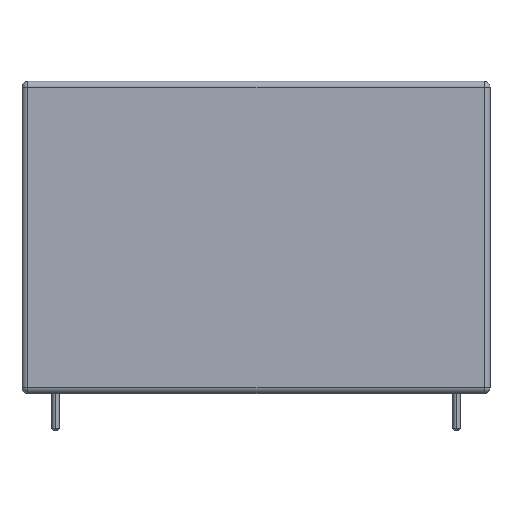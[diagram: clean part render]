
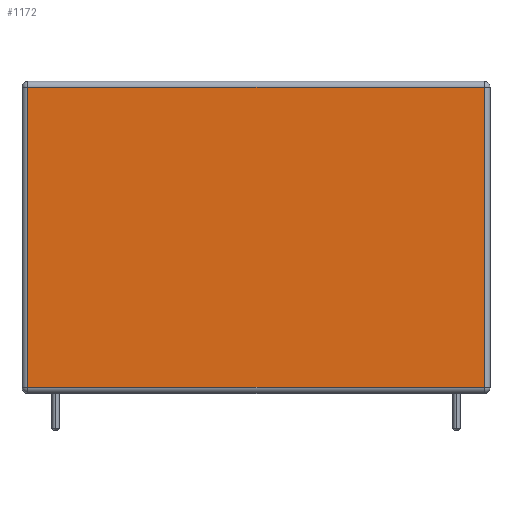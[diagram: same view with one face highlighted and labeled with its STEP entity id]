
A CAD part, top view. The second image highlights one B-rep face of the part: STEP entity #1172.
In plain terms, the highlighted planar face has unit normal (0, 0, 1).
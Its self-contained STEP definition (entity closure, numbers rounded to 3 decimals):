
#2 = VECTOR ( 'NONE', #208, 1000. ) ;
#11 = DIRECTION ( 'NONE',  ( 0., 0., -1. ) ) ;
#76 = LINE ( 'NONE', #974, #1248 ) ;
#93 = FACE_OUTER_BOUND ( 'NONE', #474, .T. ) ;
#165 = DIRECTION ( 'NONE',  ( 0., 1., 0. ) ) ;
#201 = AXIS2_PLACEMENT_3D ( 'NONE', #700, #11, #822 ) ;
#208 = DIRECTION ( 'NONE',  ( 0., -1., 0. ) ) ;
#236 = PLANE ( 'NONE',  #201 ) ;
#299 = EDGE_CURVE ( 'NONE', #512, #975, #1181, .T. ) ;
#437 = ORIENTED_EDGE ( 'NONE', *, *, #299, .T. ) ;
#474 = EDGE_LOOP ( 'NONE', ( #684, #1439, #1457, #437 ) ) ;
#491 = VECTOR ( 'NONE', #839, 1000. ) ;
#512 = VERTEX_POINT ( 'NONE', #1167 ) ;
#525 = EDGE_CURVE ( 'NONE', #1039, #512, #534, .T. ) ;
#534 = LINE ( 'NONE', #1377, #491 ) ;
#546 = CARTESIAN_POINT ( 'NONE',  ( 28.485, 20.6, 5.5 ) ) ;
#684 = ORIENTED_EDGE ( 'NONE', *, *, #1432, .T. ) ;
#687 = LINE ( 'NONE', #871, #946 ) ;
#700 = CARTESIAN_POINT ( 'NONE',  ( -2.615, 21., 5.5 ) ) ;
#754 = DIRECTION ( 'NONE',  ( 1., 0., 0. ) ) ;
#822 = DIRECTION ( 'NONE',  ( -1., 0., 0. ) ) ;
#839 = DIRECTION ( 'NONE',  ( -1., 0., 0. ) ) ;
#841 = EDGE_CURVE ( 'NONE', #1074, #1039, #687, .T. ) ;
#871 = CARTESIAN_POINT ( 'NONE',  ( 28.485, 21., 5.5 ) ) ;
#946 = VECTOR ( 'NONE', #165, 1000. ) ;
#974 = CARTESIAN_POINT ( 'NONE',  ( -2.615, 0.4, 5.5 ) ) ;
#975 = VERTEX_POINT ( 'NONE', #1442 ) ;
#1011 = CARTESIAN_POINT ( 'NONE',  ( -2.215, 21., 5.5 ) ) ;
#1016 = CARTESIAN_POINT ( 'NONE',  ( 28.485, 0.4, 5.5 ) ) ;
#1039 = VERTEX_POINT ( 'NONE', #546 ) ;
#1074 = VERTEX_POINT ( 'NONE', #1016 ) ;
#1167 = CARTESIAN_POINT ( 'NONE',  ( -2.215, 20.6, 5.5 ) ) ;
#1172 = ADVANCED_FACE ( 'NONE', ( #93 ), #236, .F. ) ;
#1181 = LINE ( 'NONE', #1011, #2 ) ;
#1248 = VECTOR ( 'NONE', #754, 1000. ) ;
#1377 = CARTESIAN_POINT ( 'NONE',  ( -2.615, 20.6, 5.5 ) ) ;
#1432 = EDGE_CURVE ( 'NONE', #975, #1074, #76, .T. ) ;
#1439 = ORIENTED_EDGE ( 'NONE', *, *, #841, .T. ) ;
#1442 = CARTESIAN_POINT ( 'NONE',  ( -2.215, 0.4, 5.5 ) ) ;
#1457 = ORIENTED_EDGE ( 'NONE', *, *, #525, .T. ) ;
